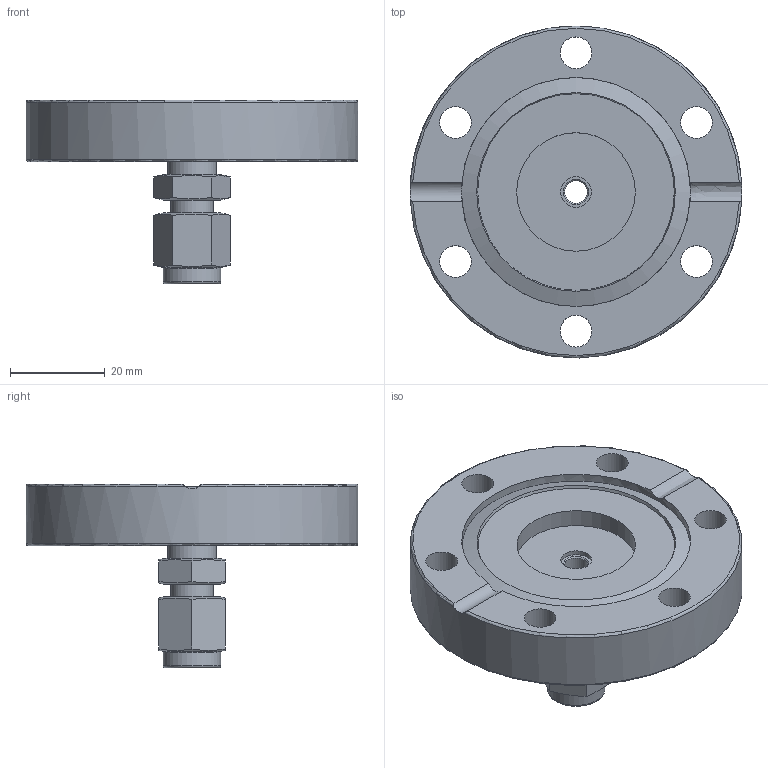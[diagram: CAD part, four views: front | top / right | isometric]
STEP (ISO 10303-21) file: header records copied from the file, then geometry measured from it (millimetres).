
FILE_DESCRIPTION((''),'2;1');
FILE_NAME('F35SWA6M-304.stp','2009-04-15T14:55:49',('hasers'),(''),'Autodesk Inventor 2008','Autodesk Inventor 2008','');
FILE_SCHEMA(('AUTOMOTIVE_DESIGN { 1 0 10303 214 1 1 1 1 }'));
Length unit declared in the file: millimetre
Products named in the file (5): F35SWA6M-304; CF-07 [Keywords [Summary]=1.4301][Company [Summary]=Vacom][Title [Summary]=F35]_4; CWC06M-2P; Koerper_5; Mutter
Assembly tree (4 placements, depth 3):
  F35SWA6M-304
    CF-07 [Keywords [Summary]=1.4301][Company [Summary]=Vacom][Title [Summary]=F35]_4
    CWC06M-2P
      Koerper_5
      Mutter
Bounding box: 70 x 70 x 38.8 mm (x, y, z)
Volume: 45789.4 mm3; surface area: 15490.9 mm2
Topology: 3 solids, 3 shells, 61 faces, 139 edges, 91 vertices
Faces by surface type: plane 26, bspline 12, cylinder 11, cone 8, torus 4
Full cylindrical faces by diameter (mm): 4.8 x1, 6 x2, 9 x1, 10.3 x1, 11.84 x1, 12.166 x1, 25 x1, 48.3 x1, 70 x1
Entity records: 1890 total; most frequent: CARTESIAN_POINT 602, DIRECTION 236, ORIENTED_EDGE 200, EDGE_LOOP 116, AXIS2_PLACEMENT_3D 110, EDGE_CURVE 100, VERTEX_POINT 82, FACE_OUTER_BOUND 61
